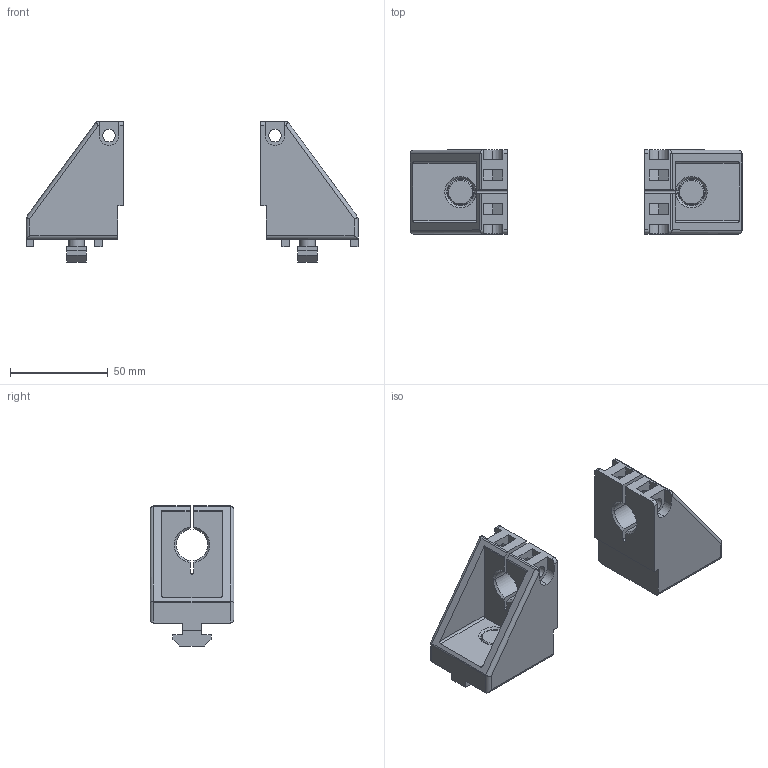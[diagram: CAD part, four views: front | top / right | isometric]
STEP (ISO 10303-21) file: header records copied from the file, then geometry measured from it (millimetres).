
FILE_DESCRIPTION(('STEP AP214'),'1');
FILE_NAME('cctmp_39E28722-54A5-444C-81BC-01AE7E078AA6_2020_1_17_7_6_13_928..stp','2020-01-17T06:06:14',('Bosch Rexroth AG'),('CADClick - www.CADClick.com'),'Spatial InterOp 3D',' ','unknown authorization - (Healing Option Enabled)');
FILE_SCHEMA(('AUTOMOTIVE_DESIGN'));
Length unit declared in the file: millimetre
Products named in the file (1): 1
Bounding box: 170 x 43 x 71.8 mm (x, y, z)
Volume: 121618.7 mm3; surface area: 36258.9 mm2
Topology: 2 solids, 2 shells, 228 faces, 604 edges, 396 vertices
Faces by surface type: plane 120, cylinder 84, cone 24
Entity records: 9108 total; most frequent: CARTESIAN_POINT 1498, ORIENTED_EDGE 1208, DIRECTION 1172, EDGE_CURVE 604, LINE 400, VECTOR 400, VERTEX_POINT 396, AXIS2_PLACEMENT_3D 386
